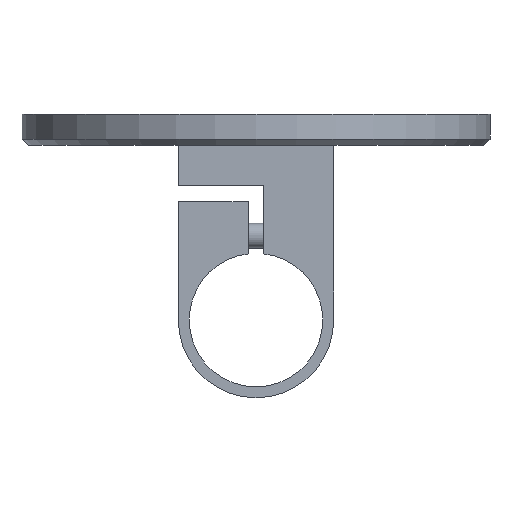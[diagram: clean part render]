
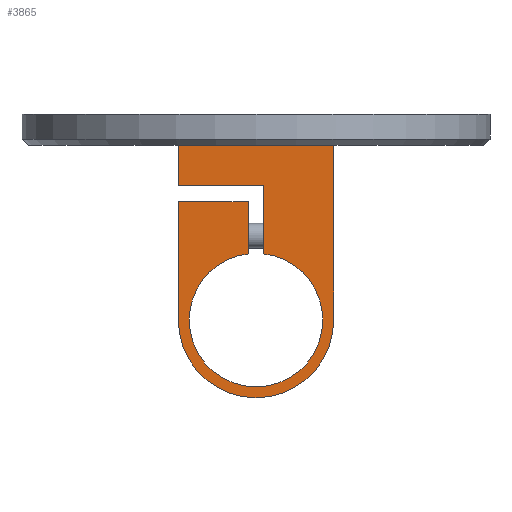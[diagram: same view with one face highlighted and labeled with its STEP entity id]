
A CAD part, front view. The second image highlights one B-rep face of the part: STEP entity #3865.
In plain terms, the highlighted face is planar.
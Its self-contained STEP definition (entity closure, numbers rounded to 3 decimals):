
#8 = FACE_OUTER_BOUND ( 'NONE', #3069, .T. ) ;
#24 = DIRECTION ( 'NONE',  ( 0., 0., 1. ) ) ;
#77 = VECTOR ( 'NONE', #3393, 1000. ) ;
#148 = VERTEX_POINT ( 'NONE', #2636 ) ;
#168 = LINE ( 'NONE', #1735, #226 ) ;
#185 = VERTEX_POINT ( 'NONE', #2758 ) ;
#226 = VECTOR ( 'NONE', #3560, 1000. ) ;
#236 = EDGE_CURVE ( 'NONE', #3576, #341, #3032, .T. ) ;
#269 = CIRCLE ( 'NONE', #2490, 21.4 ) ;
#307 = CARTESIAN_POINT ( 'NONE',  ( -2.5, 21.253, 8. ) ) ;
#341 = VERTEX_POINT ( 'NONE', #3469 ) ;
#453 = DIRECTION ( 'NONE',  ( 0., 0., 1. ) ) ;
#486 = CARTESIAN_POINT ( 'NONE',  ( -24.9, 38., 8. ) ) ;
#523 = VERTEX_POINT ( 'NONE', #1116 ) ;
#762 = EDGE_CURVE ( 'NONE', #185, #1958, #1210, .T. ) ;
#765 = VECTOR ( 'NONE', #2723, 1000. ) ;
#794 = CARTESIAN_POINT ( 'NONE',  ( 2.5, 43., 8. ) ) ;
#837 = VERTEX_POINT ( 'NONE', #486 ) ;
#859 = ORIENTED_EDGE ( 'NONE', *, *, #2555, .T. ) ;
#892 = CARTESIAN_POINT ( 'NONE',  ( 2.5, 0., 8. ) ) ;
#956 = ORIENTED_EDGE ( 'NONE', *, *, #236, .T. ) ;
#967 = CARTESIAN_POINT ( 'NONE',  ( -24.9, 0., 8. ) ) ;
#997 = EDGE_CURVE ( 'NONE', #3426, #1958, #3259, .T. ) ;
#999 = CIRCLE ( 'NONE', #2317, 24.9 ) ;
#1020 = DIRECTION ( 'NONE',  ( 1., 0., 0. ) ) ;
#1086 = AXIS2_PLACEMENT_3D ( 'NONE', #3284, #2308, #1773 ) ;
#1109 = ORIENTED_EDGE ( 'NONE', *, *, #3015, .F. ) ;
#1116 = CARTESIAN_POINT ( 'NONE',  ( -21.4, 0., 8. ) ) ;
#1210 = CIRCLE ( 'NONE', #1407, 21.4 ) ;
#1216 = DIRECTION ( 'NONE',  ( 0., 0., 1. ) ) ;
#1245 = VERTEX_POINT ( 'NONE', #2205 ) ;
#1275 = AXIS2_PLACEMENT_3D ( 'NONE', #3095, #1216, #2713 ) ;
#1339 = ORIENTED_EDGE ( 'NONE', *, *, #2537, .F. ) ;
#1407 = AXIS2_PLACEMENT_3D ( 'NONE', #3723, #24, #1020 ) ;
#1429 = VECTOR ( 'NONE', #2610, 1000. ) ;
#1432 = LINE ( 'NONE', #2590, #1429 ) ;
#1435 = DIRECTION ( 'NONE',  ( 0., -1., 0. ) ) ;
#1461 = CARTESIAN_POINT ( 'NONE',  ( 24.9, 0., 8. ) ) ;
#1501 = PLANE ( 'NONE',  #1275 ) ;
#1599 = VECTOR ( 'NONE', #3254, 1000. ) ;
#1627 = CARTESIAN_POINT ( 'NONE',  ( 2.5, 21.253, 8. ) ) ;
#1649 = DIRECTION ( 'NONE',  ( 1., 0., 0. ) ) ;
#1682 = DIRECTION ( 'NONE',  ( 1., 0., 0. ) ) ;
#1686 = CARTESIAN_POINT ( 'NONE',  ( 0., 0., 8. ) ) ;
#1695 = ORIENTED_EDGE ( 'NONE', *, *, #3071, .T. ) ;
#1735 = CARTESIAN_POINT ( 'NONE',  ( 0., 56., 8. ) ) ;
#1750 = CARTESIAN_POINT ( 'NONE',  ( -24.9, 0., 8. ) ) ;
#1773 = DIRECTION ( 'NONE',  ( 1., 0., 0. ) ) ;
#1811 = VECTOR ( 'NONE', #1682, 1000. ) ;
#1869 = CARTESIAN_POINT ( 'NONE',  ( 24.9, 0., 8. ) ) ;
#1929 = EDGE_CURVE ( 'NONE', #2164, #523, #269, .T. ) ;
#1958 = VERTEX_POINT ( 'NONE', #1627 ) ;
#1972 = LINE ( 'NONE', #1750, #3530 ) ;
#1984 = VERTEX_POINT ( 'NONE', #2862 ) ;
#2034 = LINE ( 'NONE', #1461, #1599 ) ;
#2164 = VERTEX_POINT ( 'NONE', #307 ) ;
#2205 = CARTESIAN_POINT ( 'NONE',  ( -24.9, 0., 8. ) ) ;
#2258 = ORIENTED_EDGE ( 'NONE', *, *, #2481, .T. ) ;
#2308 = DIRECTION ( 'NONE',  ( 0., 0., 1. ) ) ;
#2317 = AXIS2_PLACEMENT_3D ( 'NONE', #3465, #453, #2833 ) ;
#2392 = VERTEX_POINT ( 'NONE', #1869 ) ;
#2421 = ORIENTED_EDGE ( 'NONE', *, *, #762, .F. ) ;
#2481 = EDGE_CURVE ( 'NONE', #1245, #2392, #999, .T. ) ;
#2490 = AXIS2_PLACEMENT_3D ( 'NONE', #1686, #3471, #1649 ) ;
#2505 = ORIENTED_EDGE ( 'NONE', *, *, #997, .T. ) ;
#2537 = EDGE_CURVE ( 'NONE', #1984, #2164, #2613, .T. ) ;
#2555 = EDGE_CURVE ( 'NONE', #837, #1245, #1972, .T. ) ;
#2583 = EDGE_CURVE ( 'NONE', #837, #1984, #3506, .T. ) ;
#2586 = VECTOR ( 'NONE', #3231, 1000. ) ;
#2590 = CARTESIAN_POINT ( 'NONE',  ( 0., 43., 8. ) ) ;
#2593 = CARTESIAN_POINT ( 'NONE',  ( -2.5, 0., 8. ) ) ;
#2610 = DIRECTION ( 'NONE',  ( 1., 0., 0. ) ) ;
#2613 = LINE ( 'NONE', #2593, #2586 ) ;
#2614 = CIRCLE ( 'NONE', #1086, 21.4 ) ;
#2636 = CARTESIAN_POINT ( 'NONE',  ( 24.9, 56., 8. ) ) ;
#2713 = DIRECTION ( 'NONE',  ( 1., 0., 0. ) ) ;
#2723 = DIRECTION ( 'NONE',  ( 0., -1., 0. ) ) ;
#2745 = ORIENTED_EDGE ( 'NONE', *, *, #2583, .F. ) ;
#2758 = CARTESIAN_POINT ( 'NONE',  ( 21.4, 0., 8. ) ) ;
#2769 = ORIENTED_EDGE ( 'NONE', *, *, #3714, .F. ) ;
#2790 = ORIENTED_EDGE ( 'NONE', *, *, #1929, .F. ) ;
#2833 = DIRECTION ( 'NONE',  ( 1., 0., 0. ) ) ;
#2862 = CARTESIAN_POINT ( 'NONE',  ( -2.5, 38., 8. ) ) ;
#3015 = EDGE_CURVE ( 'NONE', #3576, #148, #168, .T. ) ;
#3032 = LINE ( 'NONE', #967, #77 ) ;
#3069 = EDGE_LOOP ( 'NONE', ( #2790, #1339, #2745, #859, #2258, #2769, #1109, #956, #1695, #2505, #2421, #3654 ) ) ;
#3071 = EDGE_CURVE ( 'NONE', #341, #3426, #1432, .T. ) ;
#3095 = CARTESIAN_POINT ( 'NONE',  ( 0., 0., 8. ) ) ;
#3231 = DIRECTION ( 'NONE',  ( 0., -1., 0. ) ) ;
#3254 = DIRECTION ( 'NONE',  ( 0., -1., 0. ) ) ;
#3259 = LINE ( 'NONE', #892, #765 ) ;
#3284 = CARTESIAN_POINT ( 'NONE',  ( 0., 0., 8. ) ) ;
#3393 = DIRECTION ( 'NONE',  ( 0., -1., 0. ) ) ;
#3426 = VERTEX_POINT ( 'NONE', #794 ) ;
#3465 = CARTESIAN_POINT ( 'NONE',  ( 0., 0., 8. ) ) ;
#3469 = CARTESIAN_POINT ( 'NONE',  ( -24.9, 43., 8. ) ) ;
#3471 = DIRECTION ( 'NONE',  ( 0., 0., 1. ) ) ;
#3506 = LINE ( 'NONE', #3841, #1811 ) ;
#3530 = VECTOR ( 'NONE', #1435, 1000. ) ;
#3560 = DIRECTION ( 'NONE',  ( 1., 0., 0. ) ) ;
#3567 = CARTESIAN_POINT ( 'NONE',  ( -24.9, 56., 8. ) ) ;
#3576 = VERTEX_POINT ( 'NONE', #3567 ) ;
#3608 = EDGE_CURVE ( 'NONE', #523, #185, #2614, .T. ) ;
#3654 = ORIENTED_EDGE ( 'NONE', *, *, #3608, .F. ) ;
#3714 = EDGE_CURVE ( 'NONE', #148, #2392, #2034, .T. ) ;
#3723 = CARTESIAN_POINT ( 'NONE',  ( 0., 0., 8. ) ) ;
#3841 = CARTESIAN_POINT ( 'NONE',  ( 0., 38., 8. ) ) ;
#3865 = ADVANCED_FACE ( 'NONE', ( #8 ), #1501, .T. ) ;
